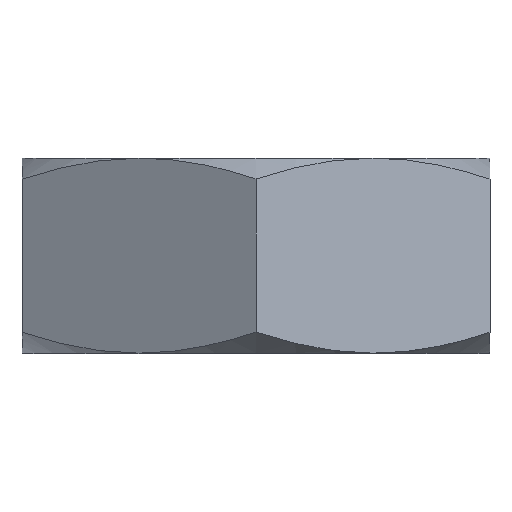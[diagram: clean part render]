
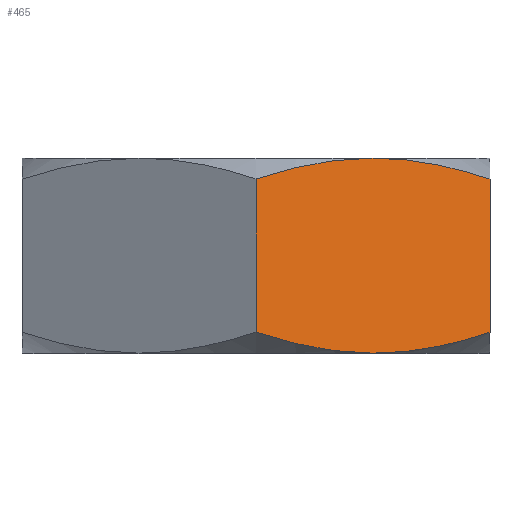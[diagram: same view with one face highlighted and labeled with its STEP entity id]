
A CAD part, top view. The second image highlights one B-rep face of the part: STEP entity #465.
In plain terms, the highlighted planar face has unit normal (0.5, 0, 0.866).
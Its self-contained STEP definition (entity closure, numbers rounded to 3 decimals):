
#109 = CARTESIAN_POINT ( 'NONE',  ( 5.491, -5., 10.686 ) ) ;
#118 = DIRECTION ( 'NONE',  ( -0.5, 0., -0.866 ) ) ;
#151 = DIRECTION ( 'NONE',  ( 0., -1., 0. ) ) ;
#251 = CARTESIAN_POINT ( 'NONE',  ( 8.032, 4.898, 9.219 ) ) ;
#263 = CARTESIAN_POINT ( 'NONE',  ( 8.032, -4.898, 9.219 ) ) ;
#465 = ADVANCED_FACE ( 'NONE', ( #1403 ), #1831, .F. ) ;
#518 = EDGE_CURVE ( 'NONE', #1671, #1086, #1171, .T. ) ;
#675 = CARTESIAN_POINT ( 'NONE',  ( 12., -3.928, 6.928 ) ) ;
#703 = CARTESIAN_POINT ( 'NONE',  ( 0., -3.928, 13.856 ) ) ;
#744 = CARTESIAN_POINT ( 'NONE',  ( 3.465, -4.804, 11.856 ) ) ;
#772 = EDGE_LOOP ( 'NONE', ( #3434, #793, #941, #3288, #1485, #1593 ) ) ;
#793 = ORIENTED_EDGE ( 'NONE', *, *, #1995, .T. ) ;
#851 = CARTESIAN_POINT ( 'NONE',  ( 6., 5., 10.392 ) ) ;
#903 = VECTOR ( 'NONE', #151, 1000. ) ;
#941 = ORIENTED_EDGE ( 'NONE', *, *, #3337, .T. ) ;
#1067 = CARTESIAN_POINT ( 'NONE',  ( 0., 5., 13.856 ) ) ;
#1086 = VERTEX_POINT ( 'NONE', #2211 ) ;
#1150 = EDGE_CURVE ( 'NONE', #1571, #3307, #3594, .T. ) ;
#1165 = CARTESIAN_POINT ( 'NONE',  ( 10.03, 4.525, 8.066 ) ) ;
#1171 = LINE ( 'NONE', #2760, #3860 ) ;
#1354 = CARTESIAN_POINT ( 'NONE',  ( 12., 3.928, 6.928 ) ) ;
#1376 = CARTESIAN_POINT ( 'NONE',  ( 0.979, -4.255, 13.291 ) ) ;
#1395 = CARTESIAN_POINT ( 'NONE',  ( 4.979, -4.975, 10.982 ) ) ;
#1401 = VERTEX_POINT ( 'NONE', #1895 ) ;
#1403 = FACE_OUTER_BOUND ( 'NONE', #772, .T. ) ;
#1485 = ORIENTED_EDGE ( 'NONE', *, *, #2744, .F. ) ;
#1571 = VERTEX_POINT ( 'NONE', #1354 ) ;
#1593 = ORIENTED_EDGE ( 'NONE', *, *, #3639, .F. ) ;
#1601 = CARTESIAN_POINT ( 'NONE',  ( 6., 5., 10.392 ) ) ;
#1671 = VERTEX_POINT ( 'NONE', #2635 ) ;
#1773 = CARTESIAN_POINT ( 'NONE',  ( 10.03, -4.525, 8.066 ) ) ;
#1816 = CARTESIAN_POINT ( 'NONE',  ( 12., -3.928, 6.928 ) ) ;
#1831 = PLANE ( 'NONE',  #3596 ) ;
#1895 = CARTESIAN_POINT ( 'NONE',  ( 6., -5., 10.392 ) ) ;
#1928 = CARTESIAN_POINT ( 'NONE',  ( 3.967, 4.877, 11.566 ) ) ;
#1949 = CARTESIAN_POINT ( 'NONE',  ( 3.465, 4.804, 11.856 ) ) ;
#1995 = EDGE_CURVE ( 'NONE', #1571, #4057, #2244, .T. ) ;
#2017 = CARTESIAN_POINT ( 'NONE',  ( 1.966, -4.524, 12.721 ) ) ;
#2079 = CARTESIAN_POINT ( 'NONE',  ( 11.018, 4.255, 7.495 ) ) ;
#2176 = CARTESIAN_POINT ( 'NONE',  ( 6., -5., 10.392 ) ) ;
#2211 = CARTESIAN_POINT ( 'NONE',  ( 0., -3.928, 13.856 ) ) ;
#2244 = B_SPLINE_CURVE_WITH_KNOTS ( 'NONE', 3,
 ( #3980, #2079, #1165, #251, #3383, #851 ),
 .UNSPECIFIED., .F., .F.,
 ( 4, 2, 4 ),
 ( 0., 0.004, 0.007 ),
 .UNSPECIFIED. ) ;
#2281 = CARTESIAN_POINT ( 'NONE',  ( 0., 3.928, 13.856 ) ) ;
#2549 = CARTESIAN_POINT ( 'NONE',  ( 4.979, 4.975, 10.982 ) ) ;
#2630 = B_SPLINE_CURVE_WITH_KNOTS ( 'NONE', 3,
 ( #3199, #109, #1395, #2651, #744, #2017, #1376, #703 ),
 .UNSPECIFIED., .F., .F.,
 ( 4, 2, 2, 4 ),
 ( 0.007, 0.009, 0.011, 0.014 ),
 .UNSPECIFIED. ) ;
#2635 = CARTESIAN_POINT ( 'NONE',  ( 0., 3.928, 13.856 ) ) ;
#2651 = CARTESIAN_POINT ( 'NONE',  ( 3.967, -4.877, 11.566 ) ) ;
#2659 = DIRECTION ( 'NONE',  ( 0., -1., 0. ) ) ;
#2676 = CARTESIAN_POINT ( 'NONE',  ( 12., 5., 6.928 ) ) ;
#2744 = EDGE_CURVE ( 'NONE', #1401, #1086, #2630, .T. ) ;
#2760 = CARTESIAN_POINT ( 'NONE',  ( 0., 5., 13.856 ) ) ;
#2806 = CARTESIAN_POINT ( 'NONE',  ( 11.018, -4.255, 7.495 ) ) ;
#2849 = CARTESIAN_POINT ( 'NONE',  ( 5.491, 5., 10.686 ) ) ;
#2946 = DIRECTION ( 'NONE',  ( -0.866, 0., 0.5 ) ) ;
#3026 = CARTESIAN_POINT ( 'NONE',  ( 7.022, -5., 9.802 ) ) ;
#3191 = CARTESIAN_POINT ( 'NONE',  ( 1.966, 4.524, 12.721 ) ) ;
#3199 = CARTESIAN_POINT ( 'NONE',  ( 6., -5., 10.392 ) ) ;
#3288 = ORIENTED_EDGE ( 'NONE', *, *, #518, .T. ) ;
#3307 = VERTEX_POINT ( 'NONE', #675 ) ;
#3337 = EDGE_CURVE ( 'NONE', #4057, #1671, #3354, .T. ) ;
#3354 = B_SPLINE_CURVE_WITH_KNOTS ( 'NONE', 3,
 ( #1601, #2849, #2549, #1928, #1949, #3191, #3829, #2281 ),
 .UNSPECIFIED., .F., .F.,
 ( 4, 2, 2, 4 ),
 ( 0.007, 0.009, 0.011, 0.014 ),
 .UNSPECIFIED. ) ;
#3383 = CARTESIAN_POINT ( 'NONE',  ( 7.022, 5., 9.802 ) ) ;
#3434 = ORIENTED_EDGE ( 'NONE', *, *, #1150, .F. ) ;
#3594 = LINE ( 'NONE', #2676, #903 ) ;
#3596 = AXIS2_PLACEMENT_3D ( 'NONE', #1067, #118, #2946 ) ;
#3639 = EDGE_CURVE ( 'NONE', #3307, #1401, #3896, .T. ) ;
#3680 = CARTESIAN_POINT ( 'NONE',  ( 6., 5., 10.392 ) ) ;
#3829 = CARTESIAN_POINT ( 'NONE',  ( 0.979, 4.255, 13.291 ) ) ;
#3860 = VECTOR ( 'NONE', #2659, 1000. ) ;
#3896 = B_SPLINE_CURVE_WITH_KNOTS ( 'NONE', 3,
 ( #1816, #2806, #1773, #263, #3026, #2176 ),
 .UNSPECIFIED., .F., .F.,
 ( 4, 2, 4 ),
 ( 0., 0.004, 0.007 ),
 .UNSPECIFIED. ) ;
#3980 = CARTESIAN_POINT ( 'NONE',  ( 12., 3.928, 6.928 ) ) ;
#4057 = VERTEX_POINT ( 'NONE', #3680 ) ;
